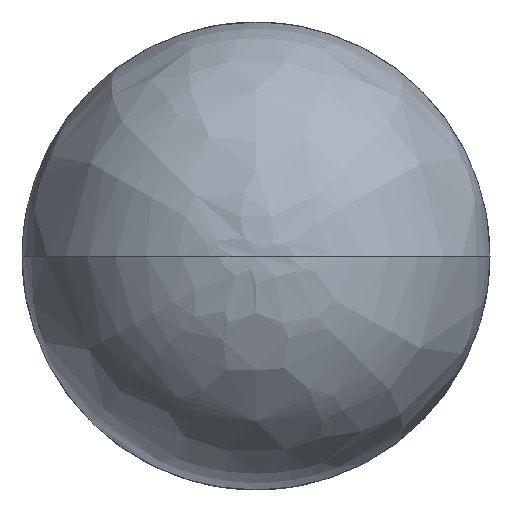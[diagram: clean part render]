
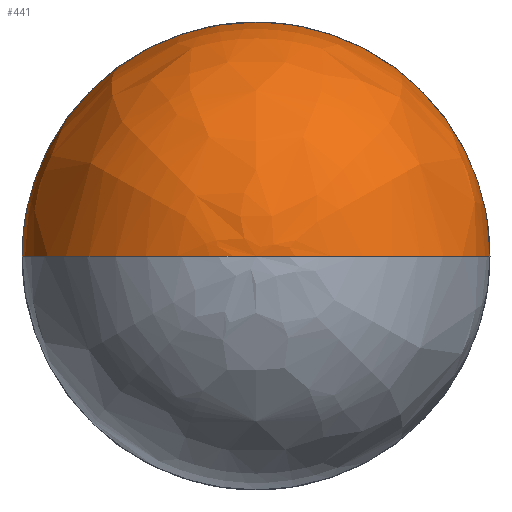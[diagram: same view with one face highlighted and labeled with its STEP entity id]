
A CAD part, front view. The second image highlights one B-rep face of the part: STEP entity #441.
In plain terms, the highlighted free-form (B-spline) face has degree [2, 2] with [5, 3] control points.
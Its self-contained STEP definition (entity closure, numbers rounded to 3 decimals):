
#441 = ADVANCED_FACE('',(#442),#476,.T.);
#442 = FACE_BOUND('',#443,.T.);
#443 = EDGE_LOOP('',(#444,#454,#462,#470));
#444 = ORIENTED_EDGE('',*,*,#445,.F.);
#445 = EDGE_CURVE('',#446,#448,#450,.T.);
#446 = VERTEX_POINT('',#447);
#447 = CARTESIAN_POINT('',(0.,85.518,
    85.518));
#448 = VERTEX_POINT('',#449);
#449 = CARTESIAN_POINT('',(-85.518,85.518,0.));
#450 = ( BOUNDED_CURVE() B_SPLINE_CURVE(2,(#451,#452,#453),
.UNSPECIFIED.,.F.,.F.) B_SPLINE_CURVE_WITH_KNOTS((3,3),(
0.,1.571),.PIECEWISE_BEZIER_KNOTS.) CURVE() 
GEOMETRIC_REPRESENTATION_ITEM() RATIONAL_B_SPLINE_CURVE((1.,
0.707,1.)) REPRESENTATION_ITEM('') );
#451 = CARTESIAN_POINT('',(0.,85.518,85.518));
#452 = CARTESIAN_POINT('',(-85.518,85.518,
    85.518));
#453 = CARTESIAN_POINT('',(-85.518,85.518,
    0.));
#454 = ORIENTED_EDGE('',*,*,#455,.F.);
#455 = EDGE_CURVE('',#456,#446,#458,.T.);
#456 = VERTEX_POINT('',#457);
#457 = CARTESIAN_POINT('',(85.518,85.518,0.));
#458 = ( BOUNDED_CURVE() B_SPLINE_CURVE(2,(#459,#460,#461),
.UNSPECIFIED.,.F.,.F.) B_SPLINE_CURVE_WITH_KNOTS((3,3),(0.,
1.571),.PIECEWISE_BEZIER_KNOTS.) CURVE() 
GEOMETRIC_REPRESENTATION_ITEM() RATIONAL_B_SPLINE_CURVE((1.,
0.707,1.)) REPRESENTATION_ITEM('') );
#459 = CARTESIAN_POINT('',(85.518,85.518,0.));
#460 = CARTESIAN_POINT('',(85.518,85.518,
    85.518));
#461 = CARTESIAN_POINT('',(0.,85.518,
    85.518));
#462 = ORIENTED_EDGE('',*,*,#463,.F.);
#463 = EDGE_CURVE('',#464,#456,#466,.T.);
#464 = VERTEX_POINT('',#465);
#465 = CARTESIAN_POINT('',(0.,0.,0.));
#466 = ( BOUNDED_CURVE() B_SPLINE_CURVE(2,(#467,#468,#469),
.UNSPECIFIED.,.F.,.F.) B_SPLINE_CURVE_WITH_KNOTS((3,3),(4.712,
6.283),.PIECEWISE_BEZIER_KNOTS.) CURVE() 
GEOMETRIC_REPRESENTATION_ITEM() RATIONAL_B_SPLINE_CURVE((1.,
0.707,1.)) REPRESENTATION_ITEM('') );
#467 = CARTESIAN_POINT('',(0.,0.,0.));
#468 = CARTESIAN_POINT('',(85.518,0.,0.));
#469 = CARTESIAN_POINT('',(85.518,85.518,0.));
#470 = ORIENTED_EDGE('',*,*,#471,.F.);
#471 = EDGE_CURVE('',#448,#464,#472,.T.);
#472 = ( BOUNDED_CURVE() B_SPLINE_CURVE(2,(#473,#474,#475),
.UNSPECIFIED.,.F.,.F.) B_SPLINE_CURVE_WITH_KNOTS((3,3),(3.142,
4.712),.PIECEWISE_BEZIER_KNOTS.) CURVE() 
GEOMETRIC_REPRESENTATION_ITEM() RATIONAL_B_SPLINE_CURVE((1.,
0.707,1.)) REPRESENTATION_ITEM('') );
#473 = CARTESIAN_POINT('',(-85.518,85.518,0.));
#474 = CARTESIAN_POINT('',(-85.518,0.,0.));
#475 = CARTESIAN_POINT('',(0.,0.,0.));
#476 = ( BOUNDED_SURFACE() B_SPLINE_SURFACE(2,2,(
    (#477,#478,#479)
    ,(#480,#481,#482)
    ,(#483,#484,#485)
    ,(#486,#487,#488)
    ,(#489,#490,#491
)),.UNSPECIFIED.,.F.,.F.,.F.) B_SPLINE_SURFACE_WITH_KNOTS((3,2,3),(3,3),
  (3.142,4.712,6.283),(0.,
1.571),.PIECEWISE_BEZIER_KNOTS.) GEOMETRIC_REPRESENTATION_ITEM() 
RATIONAL_B_SPLINE_SURFACE((
    (1.,0.707,1.)
    ,(0.707,0.5,0.707)
    ,(1.,0.707,1.)
    ,(0.707,0.5,0.707)
,(1.,0.707,1.))) REPRESENTATION_ITEM('') SURFACE() );
#477 = CARTESIAN_POINT('',(0.,0.,
    0.));
#478 = CARTESIAN_POINT('',(85.518,0.,
    0.));
#479 = CARTESIAN_POINT('',(85.518,85.518,
    0.));
#480 = CARTESIAN_POINT('',(0.,0.,
    0.));
#481 = CARTESIAN_POINT('',(85.518,0.,
    85.518));
#482 = CARTESIAN_POINT('',(85.518,85.518,
    85.518));
#483 = CARTESIAN_POINT('',(0.,0.,
    0.));
#484 = CARTESIAN_POINT('',(0.,0.,
    85.518));
#485 = CARTESIAN_POINT('',(0.,85.518,
    85.518));
#486 = CARTESIAN_POINT('',(0.,0.,
    0.));
#487 = CARTESIAN_POINT('',(-85.518,0.,
    85.518));
#488 = CARTESIAN_POINT('',(-85.518,85.518,
    85.518));
#489 = CARTESIAN_POINT('',(0.,0.,
    0.));
#490 = CARTESIAN_POINT('',(-85.518,0.,
    0.));
#491 = CARTESIAN_POINT('',(-85.518,85.518,
    0.));
